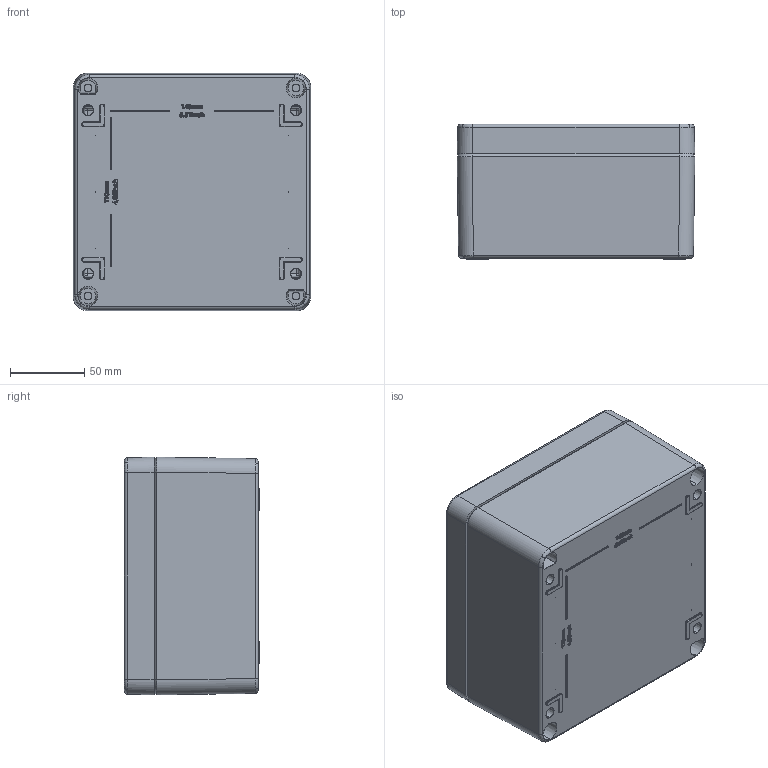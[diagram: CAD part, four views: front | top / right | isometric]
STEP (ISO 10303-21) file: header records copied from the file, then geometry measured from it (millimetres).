
FILE_DESCRIPTION (( 'STEP AP214' ), '1' );
FILE_NAME ('01161609.STEP', '2009-03-05T15:41:37', ( ' ' ), ( '' ), 'SwSTEP 2.0', 'SolidWorks 2008', '' );
FILE_SCHEMA (( 'AUTOMOTIVE_DESIGN' ));
Length unit declared in the file: millimetre
Products named in the file (5): 01161609; 93134_Standard; 02056_Standard; 01056_Bearbeitung nach ZngNr.: 01-2-011580-02-0; 82009_Standard
Assembly tree (7 placements, depth 2):
  01161609
    93134_Standard  x4
    82009_Standard
    01056_Bearbeitung nach ZngNr.: 01-2-011580-02-0
    02056_Standard
Bounding box: 160 x 91 x 160 mm (x, y, z)
Volume: 564943.4 mm3; surface area: 230693 mm2
Topology: 7 solids, 7 shells, 2486 faces, 5740 edges, 2960 vertices
Faces by surface type: bspline 832, cylinder 741, plane 437, cone 183, sphere 181, torus 112
Entity records: 99700 total; most frequent: CARTESIAN_POINT 54681, ORIENTED_EDGE 10238, DIRECTION 7994, EDGE_CURVE 5119, AXIS2_PLACEMENT_3D 3116, VERTEX_POINT 2810, EDGE_LOOP 2505, ADVANCED_FACE 2393
